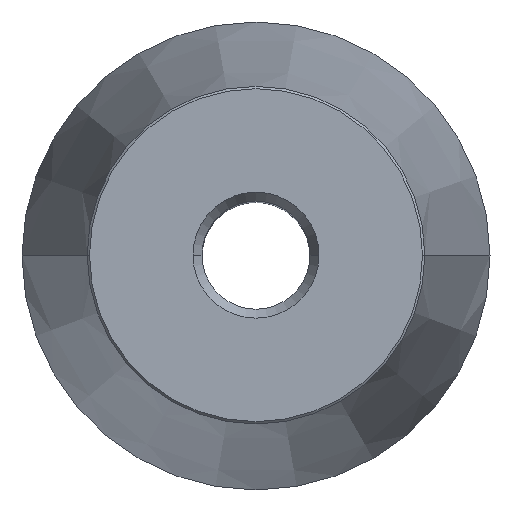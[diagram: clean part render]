
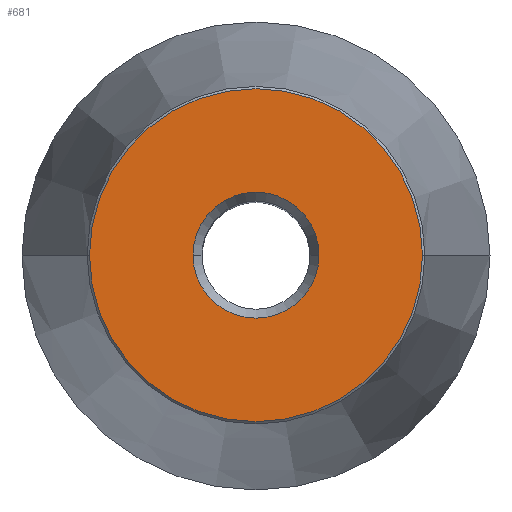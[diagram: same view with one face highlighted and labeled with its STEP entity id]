
A CAD part, top view. The second image highlights one B-rep face of the part: STEP entity #681.
In plain terms, the highlighted planar face has unit normal (0, 0, 1).
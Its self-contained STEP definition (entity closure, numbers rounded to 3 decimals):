
#417=EDGE_CURVE('NONE',#1091,#769,#1204,.T.);
#493=VERTEX_POINT('NONE',#1288);
#501=VERTEX_POINT('NONE',#1297);
#653=EDGE_CURVE('NONE',#769,#1091,#1465,.T.);
#681=ADVANCED_FACE('NONE',(#1496,#1497),#1498,.T.);
#769=VERTEX_POINT('NONE',#1596);
#985=EDGE_CURVE('NONE',#493,#501,#1836,.T.);
#1091=VERTEX_POINT('NONE',#1953);
#1109=EDGE_CURVE('NONE',#501,#493,#1972,.T.);
#1204=CIRCLE('',#2071,3.5);
#1288=CARTESIAN_POINT('',(-9.25,0.0,34.0));
#1297=CARTESIAN_POINT('',(9.25,0.,34.0));
#1465=CIRCLE('',#2538,3.5);
#1496=FACE_OUTER_BOUND('',#2594,.T.);
#1497=FACE_BOUND('',#2595,.T.);
#1498=PLANE('',#2596);
#1596=CARTESIAN_POINT('',(-3.5,0.,34.0));
#1836=CIRCLE('',#3118,9.25);
#1953=CARTESIAN_POINT('',(3.5,0.,34.0));
#1972=CIRCLE('',#3295,9.25);
#2071=AXIS2_PLACEMENT_3D('',#3413,#3414,#3415);
#2538=AXIS2_PLACEMENT_3D('',#3725,#3726,#3727);
#2594=EDGE_LOOP('',(#3766,#3767));
#2595=EDGE_LOOP('',(#3768,#3769));
#2596=AXIS2_PLACEMENT_3D('',#3770,#3771,#3772);
#3118=AXIS2_PLACEMENT_3D('',#4174,#4175,#4176);
#3295=AXIS2_PLACEMENT_3D('',#4335,#4336,#4337);
#3413=CARTESIAN_POINT('',(0.0,0.,34.0));
#3414=DIRECTION('',(0.0,0.0,-1.0));
#3415=DIRECTION('',(-1.0,0.0,0.0));
#3725=CARTESIAN_POINT('',(0.0,0.,34.0));
#3726=DIRECTION('',(0.0,0.0,-1.0));
#3727=DIRECTION('',(-1.0,0.0,0.0));
#3766=ORIENTED_EDGE('',*,*,#985,.F.);
#3767=ORIENTED_EDGE('',*,*,#1109,.F.);
#3768=ORIENTED_EDGE('',*,*,#417,.T.);
#3769=ORIENTED_EDGE('',*,*,#653,.T.);
#3770=CARTESIAN_POINT('',(0.0,0.,34.0));
#3771=DIRECTION('',(0.0,0.0,1.0));
#3772=DIRECTION('',(1.0,0.0,0.0));
#4174=CARTESIAN_POINT('',(0.0,0.0,34.0));
#4175=DIRECTION('',(0.0,0.0,-1.0));
#4176=DIRECTION('',(-1.0,0.0,0.0));
#4335=CARTESIAN_POINT('',(0.0,0.0,34.0));
#4336=DIRECTION('',(0.0,0.0,-1.0));
#4337=DIRECTION('',(-1.0,0.0,0.0));
